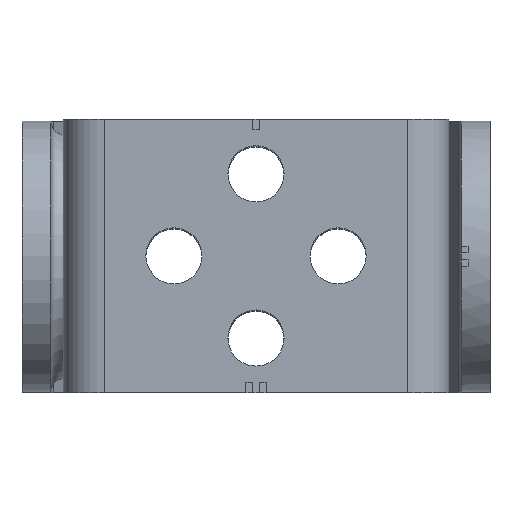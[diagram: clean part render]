
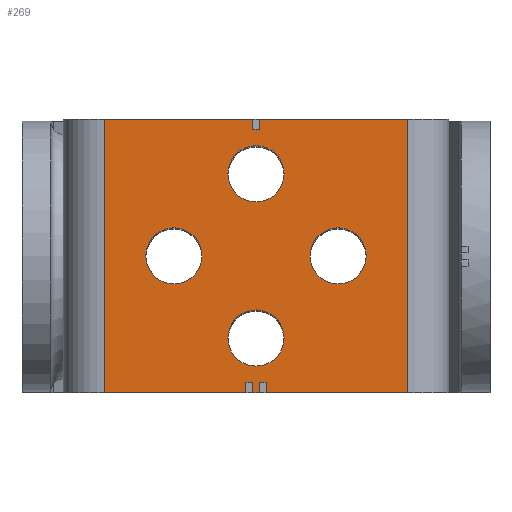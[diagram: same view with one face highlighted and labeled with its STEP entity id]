
A CAD part, top view. The second image highlights one B-rep face of the part: STEP entity #269.
In plain terms, the highlighted planar face has unit normal (0, 0, 1).
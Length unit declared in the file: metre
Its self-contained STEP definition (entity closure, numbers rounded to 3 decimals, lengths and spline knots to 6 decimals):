
#269 = ADVANCED_FACE( '', ( #592, #593, #594, #595, #596 ), #597, .F. );
#592 = FACE_BOUND( '', #917, .T. );
#593 = FACE_BOUND( '', #918, .T. );
#594 = FACE_BOUND( '', #919, .T. );
#595 = FACE_BOUND( '', #920, .T. );
#596 = FACE_OUTER_BOUND( '', #921, .T. );
#597 = PLANE( '', #922 );
#917 = EDGE_LOOP( '', ( #1635 ) );
#918 = EDGE_LOOP( '', ( #1636 ) );
#919 = EDGE_LOOP( '', ( #1637 ) );
#920 = EDGE_LOOP( '', ( #1638 ) );
#921 = EDGE_LOOP( '', ( #1639, #1640, #1641, #1642, #1643, #1644, #1645, #1646, #1647, #1648, #1649, #1650, #1651, #1652, #1653, #1654 ) );
#922 = AXIS2_PLACEMENT_3D( '', #1655, #1656, #1657 );
#1635 = ORIENTED_EDGE( '', *, *, #1788, .F. );
#1636 = ORIENTED_EDGE( '', *, *, #1913, .F. );
#1637 = ORIENTED_EDGE( '', *, *, #1972, .F. );
#1638 = ORIENTED_EDGE( '', *, *, #1761, .T. );
#1639 = ORIENTED_EDGE( '', *, *, #1934, .F. );
#1640 = ORIENTED_EDGE( '', *, *, #1962, .T. );
#1641 = ORIENTED_EDGE( '', *, *, #1877, .T. );
#1642 = ORIENTED_EDGE( '', *, *, #1932, .T. );
#1643 = ORIENTED_EDGE( '', *, *, #1918, .F. );
#1644 = ORIENTED_EDGE( '', *, *, #1960, .F. );
#1645 = ORIENTED_EDGE( '', *, *, #1983, .T. );
#1646 = ORIENTED_EDGE( '', *, *, #1945, .T. );
#1647 = ORIENTED_EDGE( '', *, *, #1926, .F. );
#1648 = ORIENTED_EDGE( '', *, *, #1984, .F. );
#1649 = ORIENTED_EDGE( '', *, *, #1805, .T. );
#1650 = ORIENTED_EDGE( '', *, *, #1791, .T. );
#1651 = ORIENTED_EDGE( '', *, *, #1924, .F. );
#1652 = ORIENTED_EDGE( '', *, *, #1974, .F. );
#1653 = ORIENTED_EDGE( '', *, *, #1869, .T. );
#1654 = ORIENTED_EDGE( '', *, *, #1904, .F. );
#1655 = CARTESIAN_POINT( '', ( 0.025, 0., 0.054 ) );
#1656 = DIRECTION( '', ( 0., 0., -1. ) );
#1657 = DIRECTION( '', ( -1., 0., 0. ) );
#1761 = EDGE_CURVE( '', #2105, #2105, #2106, .T. );
#1788 = EDGE_CURVE( '', #2152, #2152, #2153, .T. );
#1791 = EDGE_CURVE( '', #2157, #2158, #2159, .T. );
#1805 = EDGE_CURVE( '', #2182, #2157, #2183, .T. );
#1869 = EDGE_CURVE( '', #2274, #2272, #2275, .T. );
#1877 = EDGE_CURVE( '', #2270, #2285, #2287, .T. );
#1904 = EDGE_CURVE( '', #2321, #2272, #2323, .T. );
#1913 = EDGE_CURVE( '', #2337, #2337, #2338, .T. );
#1918 = EDGE_CURVE( '', #2342, #2344, #2345, .T. );
#1924 = EDGE_CURVE( '', #2351, #2158, #2353, .T. );
#1926 = EDGE_CURVE( '', #2354, #2356, #2357, .T. );
#1932 = EDGE_CURVE( '', #2285, #2344, #2364, .T. );
#1934 = EDGE_CURVE( '', #2366, #2321, #2367, .T. );
#1945 = EDGE_CURVE( '', #2382, #2356, #2383, .T. );
#1960 = EDGE_CURVE( '', #2401, #2342, #2403, .T. );
#1962 = EDGE_CURVE( '', #2366, #2270, #2405, .T. );
#1972 = EDGE_CURVE( '', #2418, #2418, #2419, .T. );
#1974 = EDGE_CURVE( '', #2274, #2351, #2421, .T. );
#1983 = EDGE_CURVE( '', #2401, #2382, #2430, .T. );
#1984 = EDGE_CURVE( '', #2182, #2354, #2431, .T. );
#2105 = VERTEX_POINT( '', #2587 );
#2106 = CIRCLE( '', #2588, 0.00205 );
#2152 = VERTEX_POINT( '', #2644 );
#2153 = CIRCLE( '', #2645, 0.00205 );
#2157 = VERTEX_POINT( '', #2649 );
#2158 = VERTEX_POINT( '', #2650 );
#2159 = LINE( '', #2651, #2652 );
#2182 = VERTEX_POINT( '', #2682 );
#2183 = LINE( '', #2683, #2684 );
#2270 = VERTEX_POINT( '', #2801 );
#2272 = VERTEX_POINT( '', #2804 );
#2274 = VERTEX_POINT( '', #2807 );
#2275 = LINE( '', #2808, #2809 );
#2285 = VERTEX_POINT( '', #2824 );
#2287 = LINE( '', #2826, #2827 );
#2321 = VERTEX_POINT( '', #2871 );
#2323 = LINE( '', #2874, #2875 );
#2337 = VERTEX_POINT( '', #2893 );
#2338 = CIRCLE( '', #2894, 0.00205 );
#2342 = VERTEX_POINT( '', #2899 );
#2344 = VERTEX_POINT( '', #2902 );
#2345 = LINE( '', #2903, #2904 );
#2351 = VERTEX_POINT( '', #2913 );
#2353 = LINE( '', #2915, #2916 );
#2354 = VERTEX_POINT( '', #2917 );
#2356 = VERTEX_POINT( '', #2920 );
#2357 = LINE( '', #2921, #2922 );
#2364 = LINE( '', #2931, #2932 );
#2366 = VERTEX_POINT( '', #2934 );
#2367 = LINE( '', #2935, #2936 );
#2382 = VERTEX_POINT( '', #2953 );
#2383 = LINE( '', #2954, #2955 );
#2401 = VERTEX_POINT( '', #2975 );
#2403 = LINE( '', #2978, #2979 );
#2405 = LINE( '', #2981, #2982 );
#2418 = VERTEX_POINT( '', #2997 );
#2419 = CIRCLE( '', #2998, 0.00205 );
#2421 = LINE( '', #3000, #3001 );
#2430 = LINE( '', #3011, #3012 );
#2431 = LINE( '', #3013, #3014 );
#2587 = CARTESIAN_POINT( '', ( -0.00805, 0., 0.054 ) );
#2588 = AXIS2_PLACEMENT_3D( '', #3112, #3113, #3114 );
#2644 = CARTESIAN_POINT( '', ( 0.00205, 0.006, 0.054 ) );
#2645 = AXIS2_PLACEMENT_3D( '', #3161, #3162, #3163 );
#2649 = CARTESIAN_POINT( '', ( 0.00075, -0.00925, 0.054 ) );
#2650 = CARTESIAN_POINT( '', ( 0.00075, -0.01, 0.054 ) );
#2651 = CARTESIAN_POINT( '', ( 0.00075, -0.009872, 0.054 ) );
#2652 = VECTOR( '', #3167, 1. );
#2682 = CARTESIAN_POINT( '', ( 0.00025, -0.00925, 0.054 ) );
#2683 = CARTESIAN_POINT( '', ( 0.001078, -0.00925, 0.054 ) );
#2684 = VECTOR( '', #3187, 1. );
#2801 = CARTESIAN_POINT( '', ( -0.00025, 0.01, 0.054 ) );
#2804 = CARTESIAN_POINT( '', ( 0.00025, 0.01, 0.054 ) );
#2807 = CARTESIAN_POINT( '', ( 0.0111, 0.01, 0.054 ) );
#2808 = CARTESIAN_POINT( '', ( 0.025, 0.01, 0.054 ) );
#2809 = VECTOR( '', #3256, 1. );
#2824 = CARTESIAN_POINT( '', ( -0.0111, 0.01, 0.054 ) );
#2826 = CARTESIAN_POINT( '', ( 0.025, 0.01, 0.054 ) );
#2827 = VECTOR( '', #3268, 1. );
#2871 = CARTESIAN_POINT( '', ( 0.00025, 0.00925, 0.054 ) );
#2874 = CARTESIAN_POINT( '', ( 0.00025, -0.010057, 0.054 ) );
#2875 = VECTOR( '', #3295, 1. );
#2893 = CARTESIAN_POINT( '', ( 0.00205, -0.006, 0.054 ) );
#2894 = AXIS2_PLACEMENT_3D( '', #3303, #3304, #3305 );
#2899 = CARTESIAN_POINT( '', ( -0.00075, -0.01, 0.054 ) );
#2902 = CARTESIAN_POINT( '', ( -0.0111, -0.01, 0.054 ) );
#2903 = CARTESIAN_POINT( '', ( 0.025, -0.01, 0.054 ) );
#2904 = VECTOR( '', #3308, 1. );
#2913 = CARTESIAN_POINT( '', ( 0.0111, -0.01, 0.054 ) );
#2915 = CARTESIAN_POINT( '', ( 0.025, -0.01, 0.054 ) );
#2916 = VECTOR( '', #3318, 1. );
#2917 = CARTESIAN_POINT( '', ( 0.00025, -0.01, 0.054 ) );
#2920 = CARTESIAN_POINT( '', ( -0.00025, -0.01, 0.054 ) );
#2921 = CARTESIAN_POINT( '', ( 0.025, -0.01, 0.054 ) );
#2922 = VECTOR( '', #3320, 1. );
#2931 = CARTESIAN_POINT( '', ( -0.0111, 0.071343, 0.054 ) );
#2932 = VECTOR( '', #3326, 1. );
#2934 = CARTESIAN_POINT( '', ( -0.00025, 0.00925, 0.054 ) );
#2935 = CARTESIAN_POINT( '', ( 0.000137, 0.00925, 0.054 ) );
#2936 = VECTOR( '', #3327, 1. );
#2953 = CARTESIAN_POINT( '', ( -0.00025, -0.00925, 0.054 ) );
#2954 = CARTESIAN_POINT( '', ( -0.00025, -0.010049, 0.054 ) );
#2955 = VECTOR( '', #3342, 1. );
#2975 = CARTESIAN_POINT( '', ( -0.00075, -0.00925, 0.054 ) );
#2978 = CARTESIAN_POINT( '', ( -0.00075, -0.009838, 0.054 ) );
#2979 = VECTOR( '', #3361, 1. );
#2981 = CARTESIAN_POINT( '', ( -0.00025, -0.010057, 0.054 ) );
#2982 = VECTOR( '', #3362, 1. );
#2997 = CARTESIAN_POINT( '', ( 0.00805, 0., 0.054 ) );
#2998 = AXIS2_PLACEMENT_3D( '', #3371, #3372, #3373 );
#3000 = CARTESIAN_POINT( '', ( 0.0111, 0.071343, 0.054 ) );
#3001 = VECTOR( '', #3374, 1. );
#3011 = CARTESIAN_POINT( '', ( -0.000759, -0.00925, 0.054 ) );
#3012 = VECTOR( '', #3376, 1. );
#3013 = CARTESIAN_POINT( '', ( 0.00025, 0.009966, 0.054 ) );
#3014 = VECTOR( '', #3377, 1. );
#3112 = CARTESIAN_POINT( '', ( -0.006, 0., 0.054 ) );
#3113 = DIRECTION( '', ( 0., 0., -1. ) );
#3114 = DIRECTION( '', ( -1., 0., 0. ) );
#3161 = CARTESIAN_POINT( '', ( 0., 0.006, 0.054 ) );
#3162 = DIRECTION( '', ( 0., 0., 1. ) );
#3163 = DIRECTION( '', ( 1., 0., 0. ) );
#3167 = DIRECTION( '', ( 0., -1., 0. ) );
#3187 = DIRECTION( '', ( 1., 0., 0. ) );
#3256 = DIRECTION( '', ( -1., 0., 0. ) );
#3268 = DIRECTION( '', ( -1., 0., 0. ) );
#3295 = DIRECTION( '', ( 0., 1., 0. ) );
#3303 = CARTESIAN_POINT( '', ( 0., -0.006, 0.054 ) );
#3304 = DIRECTION( '', ( 0., 0., 1. ) );
#3305 = DIRECTION( '', ( 1., 0., 0. ) );
#3308 = DIRECTION( '', ( -1., 0., 0. ) );
#3318 = DIRECTION( '', ( -1., 0., 0. ) );
#3320 = DIRECTION( '', ( -1., 0., 0. ) );
#3326 = DIRECTION( '', ( 0., -1., 0. ) );
#3327 = DIRECTION( '', ( 1., 0., 0. ) );
#3342 = DIRECTION( '', ( 0., -1., 0. ) );
#3361 = DIRECTION( '', ( 0., -1., 0. ) );
#3362 = DIRECTION( '', ( 0., 1., 0. ) );
#3371 = CARTESIAN_POINT( '', ( 0.006, 0., 0.054 ) );
#3372 = DIRECTION( '', ( 0., 0., 1. ) );
#3373 = DIRECTION( '', ( 1., 0., 0. ) );
#3374 = DIRECTION( '', ( 0., -1., 0. ) );
#3376 = DIRECTION( '', ( 1., 0., 0. ) );
#3377 = DIRECTION( '', ( 0., -1., 0. ) );
